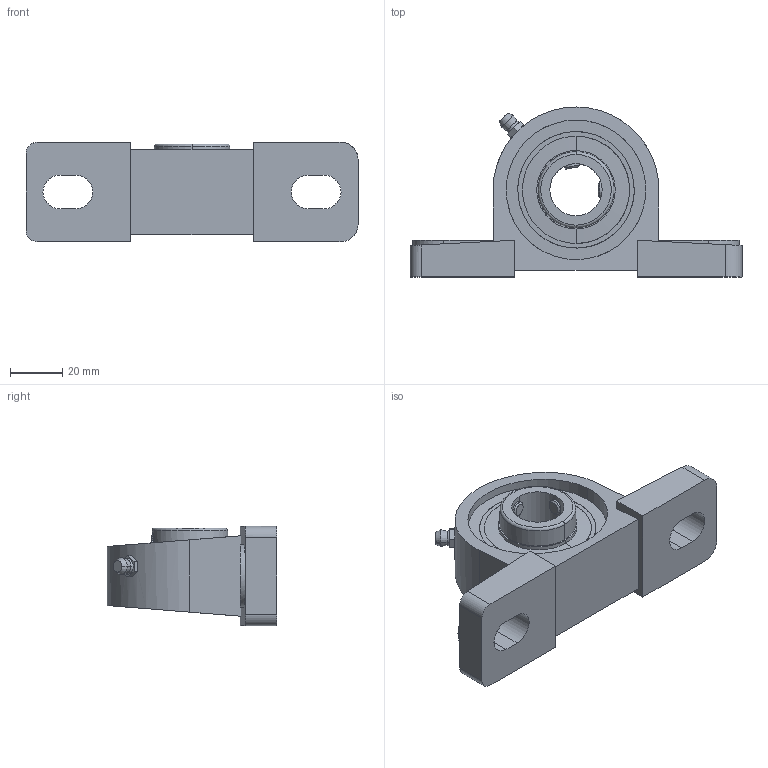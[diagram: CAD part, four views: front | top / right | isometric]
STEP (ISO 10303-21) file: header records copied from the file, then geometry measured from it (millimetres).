
FILE_DESCRIPTION(('CATIA V5 STEP Exchange'),'2;1');
FILE_NAME('Vertical_ball bearing.stp','2021-06-26T14:31:52+00:00',('none'),('none'),'CATIA Version 5 Release 20 GA (IN-10)','CATIA V5 STEP AP203','none');
FILE_SCHEMA(('CONFIG_CONTROL_DESIGN'));
Length unit declared in the file: millimetre
Products named in the file (1): 24200-20204_1
Bounding box: 127 x 65 x 38 mm (x, y, z)
Volume: 104225.2 mm3; surface area: 30987.5 mm2
Topology: 2 solids, 2 shells, 133 faces, 326 edges, 210 vertices
Faces by surface type: plane 62, cylinder 35, cone 22, torus 8, bspline 6
Entity records: 4495 total; most frequent: CARTESIAN_POINT 1473, ORIENTED_EDGE 652, DIRECTION 516, EDGE_CURVE 326, VERTEX_POINT 210, AXIS2_PLACEMENT_3D 202, VECTOR 188, LINE 188
